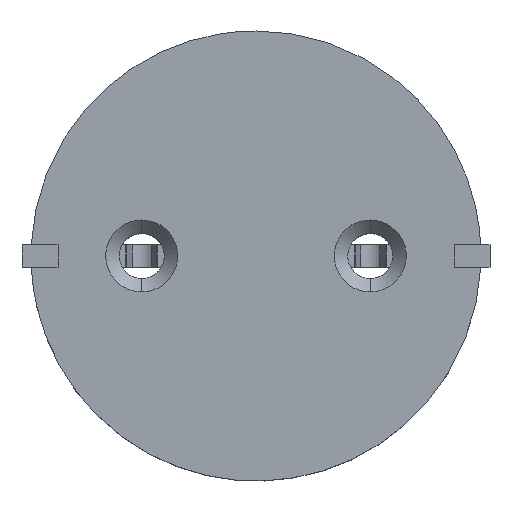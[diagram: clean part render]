
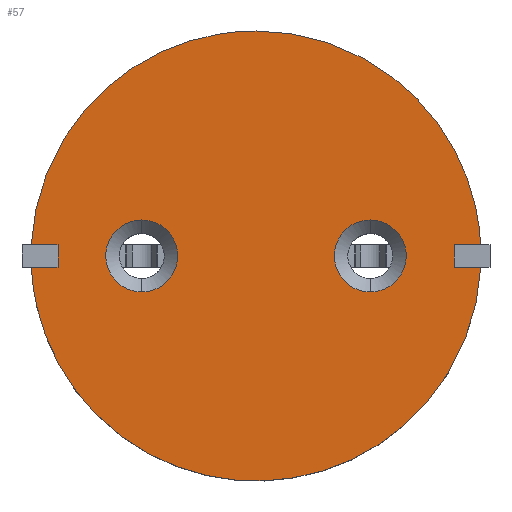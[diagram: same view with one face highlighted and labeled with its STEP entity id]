
A CAD part, top view. The second image highlights one B-rep face of the part: STEP entity #57.
In plain terms, the highlighted planar face has unit normal (0, 0, 1).
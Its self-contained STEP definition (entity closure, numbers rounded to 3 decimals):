
#46=FACE_BOUND('',#228,.T.);
#47=FACE_BOUND('',#229,.T.);
#57=ADVANCED_FACE('',(#142,#46,#47),#1323,.T.);
#142=FACE_OUTER_BOUND('',#227,.T.);
#227=EDGE_LOOP('',(#325,#326,#327,#328,#329,#330,#331,#332,#333));
#228=EDGE_LOOP('',(#334,#335));
#229=EDGE_LOOP('',(#336,#337));
#325=ORIENTED_EDGE('',*,*,#774,.F.);
#326=ORIENTED_EDGE('',*,*,#768,.F.);
#327=ORIENTED_EDGE('',*,*,#764,.F.);
#328=ORIENTED_EDGE('',*,*,#763,.F.);
#329=ORIENTED_EDGE('',*,*,#762,.F.);
#330=ORIENTED_EDGE('',*,*,#751,.F.);
#331=ORIENTED_EDGE('',*,*,#780,.F.);
#332=ORIENTED_EDGE('',*,*,#776,.F.);
#333=ORIENTED_EDGE('',*,*,#775,.F.);
#334=ORIENTED_EDGE('',*,*,#826,.F.);
#335=ORIENTED_EDGE('',*,*,#790,.F.);
#336=ORIENTED_EDGE('',*,*,#795,.T.);
#337=ORIENTED_EDGE('',*,*,#832,.T.);
#751=EDGE_CURVE('',#1181,#1187,#1024,.T.);
#762=EDGE_CURVE('',#1187,#1191,#968,.T.);
#763=EDGE_CURVE('',#1191,#1192,#969,.T.);
#764=EDGE_CURVE('',#1192,#1190,#970,.T.);
#768=EDGE_CURVE('',#1190,#1195,#1033,.T.);
#774=EDGE_CURVE('',#1195,#1199,#978,.T.);
#775=EDGE_CURVE('',#1199,#1200,#979,.T.);
#776=EDGE_CURVE('',#1200,#1198,#980,.T.);
#780=EDGE_CURVE('',#1198,#1181,#1035,.T.);
#790=EDGE_CURVE('',#1207,#1230,#1043,.T.);
#795=EDGE_CURVE('',#1210,#1234,#1047,.T.);
#826=EDGE_CURVE('',#1230,#1207,#1076,.T.);
#832=EDGE_CURVE('',#1234,#1210,#1081,.T.);
#968=B_SPLINE_CURVE_WITH_KNOTS('',1,(#2042,#2043),.UNSPECIFIED.,.F.,.F.,
(2,2),(4.306,4.9),.UNSPECIFIED.);
#969=B_SPLINE_CURVE_WITH_KNOTS('',1,(#2044,#2045),.UNSPECIFIED.,.F.,.F.,
(2,2),(4.9,5.4),.UNSPECIFIED.);
#970=B_SPLINE_CURVE_WITH_KNOTS('',1,(#2046,#2047),.UNSPECIFIED.,.F.,.F.,
(2,2),(5.4,5.994),.UNSPECIFIED.);
#978=B_SPLINE_CURVE_WITH_KNOTS('',1,(#2072,#2073),.UNSPECIFIED.,.F.,.F.,
(2,2),(3.806,4.4),.UNSPECIFIED.);
#979=B_SPLINE_CURVE_WITH_KNOTS('',1,(#2074,#2075),.UNSPECIFIED.,.F.,.F.,
(2,2),(4.4,4.9),.UNSPECIFIED.);
#980=B_SPLINE_CURVE_WITH_KNOTS('',1,(#2076,#2077),.UNSPECIFIED.,.F.,.F.,
(2,2),(4.9,5.494),.UNSPECIFIED.);
#1024=(
BOUNDED_CURVE()
B_SPLINE_CURVE(2,(#2006,#2007,#2008),.UNSPECIFIED.,.F.,.F.)
B_SPLINE_CURVE_WITH_KNOTS((3,3),(-31.416,-23.837),
 .UNSPECIFIED.)
CURVE()
GEOMETRIC_REPRESENTATION_ITEM()
RATIONAL_B_SPLINE_CURVE((1.,0.725,1.))
REPRESENTATION_ITEM('')
);
#1033=(
BOUNDED_CURVE()
B_SPLINE_CURVE(2,(#2054,#2055,#2056,#2057,#2058),.UNSPECIFIED.,.F.,.F.)
B_SPLINE_CURVE_WITH_KNOTS((3,2,3),(-23.287,-15.708,-8.129),
 .UNSPECIFIED.)
CURVE()
GEOMETRIC_REPRESENTATION_ITEM()
RATIONAL_B_SPLINE_CURVE((1.,0.725,1.,0.725,1.))
REPRESENTATION_ITEM('')
);
#1035=(
BOUNDED_CURVE()
B_SPLINE_CURVE(2,(#2084,#2085,#2086),.UNSPECIFIED.,.F.,.F.)
B_SPLINE_CURVE_WITH_KNOTS((3,3),(-7.579,0.),.UNSPECIFIED.)
CURVE()
GEOMETRIC_REPRESENTATION_ITEM()
RATIONAL_B_SPLINE_CURVE((1.,0.725,1.))
REPRESENTATION_ITEM('')
);
#1043=(
BOUNDED_CURVE()
B_SPLINE_CURVE(2,(#2118,#2119,#2120,#2121,#2122),.UNSPECIFIED.,.F.,.F.)
B_SPLINE_CURVE_WITH_KNOTS((3,2,3),(0.,3.142,6.283),
 .UNSPECIFIED.)
CURVE()
GEOMETRIC_REPRESENTATION_ITEM()
RATIONAL_B_SPLINE_CURVE((1.,0.707,1.,0.707,1.))
REPRESENTATION_ITEM('')
);
#1047=(
BOUNDED_CURVE()
B_SPLINE_CURVE(2,(#2133,#2134,#2135,#2136,#2137),.UNSPECIFIED.,.F.,.F.)
B_SPLINE_CURVE_WITH_KNOTS((3,2,3),(0.,3.142,6.283),
 .UNSPECIFIED.)
CURVE()
GEOMETRIC_REPRESENTATION_ITEM()
RATIONAL_B_SPLINE_CURVE((1.,0.707,1.,0.707,1.))
REPRESENTATION_ITEM('')
);
#1076=(
BOUNDED_CURVE()
B_SPLINE_CURVE(2,(#2246,#2247,#2248,#2249,#2250),.UNSPECIFIED.,.F.,.F.)
B_SPLINE_CURVE_WITH_KNOTS((3,2,3),(6.283,9.425,12.566),
 .UNSPECIFIED.)
CURVE()
GEOMETRIC_REPRESENTATION_ITEM()
RATIONAL_B_SPLINE_CURVE((1.,0.707,1.,0.707,1.))
REPRESENTATION_ITEM('')
);
#1081=(
BOUNDED_CURVE()
B_SPLINE_CURVE(2,(#2266,#2267,#2268,#2269,#2270),.UNSPECIFIED.,.F.,.F.)
B_SPLINE_CURVE_WITH_KNOTS((3,2,3),(6.283,9.425,12.566),
 .UNSPECIFIED.)
CURVE()
GEOMETRIC_REPRESENTATION_ITEM()
RATIONAL_B_SPLINE_CURVE((1.,0.707,1.,0.707,1.))
REPRESENTATION_ITEM('')
);
#1181=VERTEX_POINT('',#1944);
#1187=VERTEX_POINT('',#1950);
#1190=VERTEX_POINT('',#1953);
#1191=VERTEX_POINT('',#1954);
#1192=VERTEX_POINT('',#1955);
#1195=VERTEX_POINT('',#1958);
#1198=VERTEX_POINT('',#1961);
#1199=VERTEX_POINT('',#1962);
#1200=VERTEX_POINT('',#1963);
#1207=VERTEX_POINT('',#1970);
#1210=VERTEX_POINT('',#1973);
#1230=VERTEX_POINT('',#1993);
#1234=VERTEX_POINT('',#1997);
#1323=PLANE('',#1422);
#1422=AXIS2_PLACEMENT_3D('',#1498,#1451,$);
#1451=DIRECTION('',(0.,0.,1.));
#1498=CARTESIAN_POINT('',(6.25,6.25,3.));
#1944=CARTESIAN_POINT('',(0.,5.,3.));
#1950=CARTESIAN_POINT('',(4.994,0.25,3.));
#1953=CARTESIAN_POINT('',(4.994,-0.25,3.));
#1954=CARTESIAN_POINT('',(4.4,0.25,3.));
#1955=CARTESIAN_POINT('',(4.4,-0.25,3.));
#1958=CARTESIAN_POINT('',(-4.994,-0.25,3.));
#1961=CARTESIAN_POINT('',(-4.994,0.25,3.));
#1962=CARTESIAN_POINT('',(-4.4,-0.25,3.));
#1963=CARTESIAN_POINT('',(-4.4,0.25,3.));
#1970=CARTESIAN_POINT('',(-2.54,0.8,3.));
#1973=CARTESIAN_POINT('',(2.54,0.8,3.));
#1993=CARTESIAN_POINT('',(-2.54,-0.8,3.));
#1997=CARTESIAN_POINT('',(2.54,-0.8,3.));
#2006=CARTESIAN_POINT('',(0.,5.,3.));
#2007=CARTESIAN_POINT('',(4.756,5.,3.));
#2008=CARTESIAN_POINT('',(4.994,0.25,3.));
#2042=CARTESIAN_POINT('',(4.994,0.25,3.));
#2043=CARTESIAN_POINT('',(4.4,0.25,3.));
#2044=CARTESIAN_POINT('',(4.4,0.25,3.));
#2045=CARTESIAN_POINT('',(4.4,-0.25,3.));
#2046=CARTESIAN_POINT('',(4.4,-0.25,3.));
#2047=CARTESIAN_POINT('',(4.994,-0.25,3.));
#2054=CARTESIAN_POINT('',(4.994,-0.25,3.));
#2055=CARTESIAN_POINT('',(4.756,-5.,3.));
#2056=CARTESIAN_POINT('',(0.,-5.,3.));
#2057=CARTESIAN_POINT('',(-4.756,-5.,3.));
#2058=CARTESIAN_POINT('',(-4.994,-0.25,3.));
#2072=CARTESIAN_POINT('',(-4.994,-0.25,3.));
#2073=CARTESIAN_POINT('',(-4.4,-0.25,3.));
#2074=CARTESIAN_POINT('',(-4.4,-0.25,3.));
#2075=CARTESIAN_POINT('',(-4.4,0.25,3.));
#2076=CARTESIAN_POINT('',(-4.4,0.25,3.));
#2077=CARTESIAN_POINT('',(-4.994,0.25,3.));
#2084=CARTESIAN_POINT('',(-4.994,0.25,3.));
#2085=CARTESIAN_POINT('',(-4.756,5.,3.));
#2086=CARTESIAN_POINT('',(0.,5.,3.));
#2118=CARTESIAN_POINT('',(-2.54,0.8,3.));
#2119=CARTESIAN_POINT('',(-3.34,0.8,3.));
#2120=CARTESIAN_POINT('',(-3.34,0.,3.));
#2121=CARTESIAN_POINT('',(-3.34,-0.8,3.));
#2122=CARTESIAN_POINT('',(-2.54,-0.8,3.));
#2133=CARTESIAN_POINT('',(2.54,0.8,3.));
#2134=CARTESIAN_POINT('',(3.34,0.8,3.));
#2135=CARTESIAN_POINT('',(3.34,0.,3.));
#2136=CARTESIAN_POINT('',(3.34,-0.8,3.));
#2137=CARTESIAN_POINT('',(2.54,-0.8,3.));
#2246=CARTESIAN_POINT('',(-2.54,-0.8,3.));
#2247=CARTESIAN_POINT('',(-1.74,-0.8,3.));
#2248=CARTESIAN_POINT('',(-1.74,0.,3.));
#2249=CARTESIAN_POINT('',(-1.74,0.8,3.));
#2250=CARTESIAN_POINT('',(-2.54,0.8,3.));
#2266=CARTESIAN_POINT('',(2.54,-0.8,3.));
#2267=CARTESIAN_POINT('',(1.74,-0.8,3.));
#2268=CARTESIAN_POINT('',(1.74,0.,3.));
#2269=CARTESIAN_POINT('',(1.74,0.8,3.));
#2270=CARTESIAN_POINT('',(2.54,0.8,3.));
